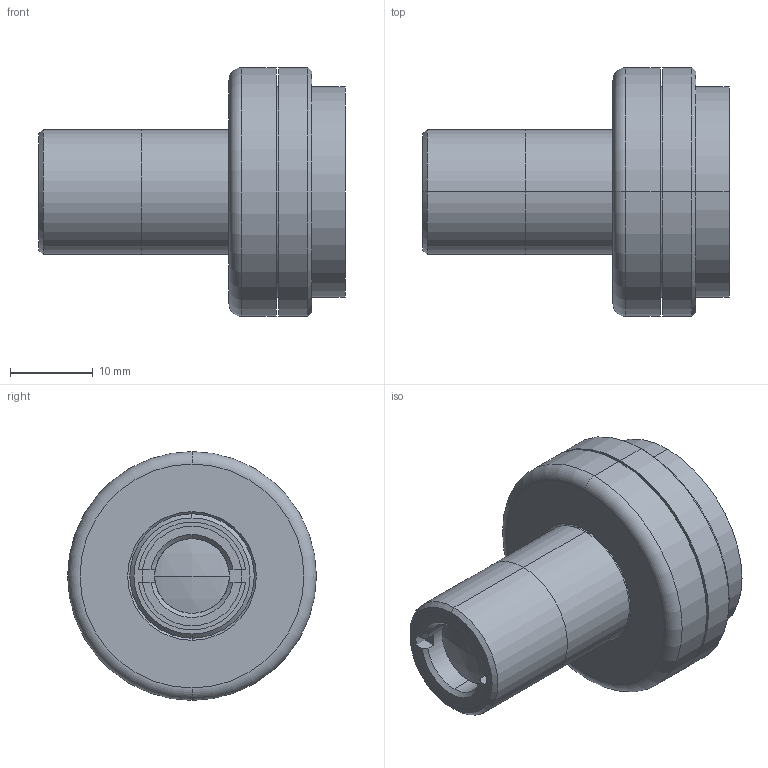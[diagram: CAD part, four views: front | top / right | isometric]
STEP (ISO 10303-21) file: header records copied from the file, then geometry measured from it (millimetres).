
FILE_DESCRIPTION (( 'STEP AP203' ), '1' );
FILE_NAME ('DP32237-A_MC040X.step', '2022-07-07T07:53:24', ( '' ), ( '' ), 'SwSTEP 2.0', 'SolidWorks 2021', '' );
FILE_SCHEMA (( 'CONFIG_CONTROL_DESIGN' ));
Length unit declared in the file: millimetre
Products named in the file (1): DP32237-A_MC040X
Bounding box: 36.91 x 30 x 30 mm (x, y, z)
Surface area: 5568.6 mm2 (no closed solid volume)
Topology: 0 solids, 8 shells, 48 faces, 120 edges, 80 vertices
Faces by surface type: cylinder 18, plane 15, cone 11, sphere 2, torus 2
Entity records: 1531 total; most frequent: DIRECTION 287, CARTESIAN_POINT 261, ORIENTED_EDGE 204, AXIS2_PLACEMENT_3D 122, EDGE_CURVE 120, VERTEX_POINT 80, CIRCLE 73, EDGE_LOOP 55
